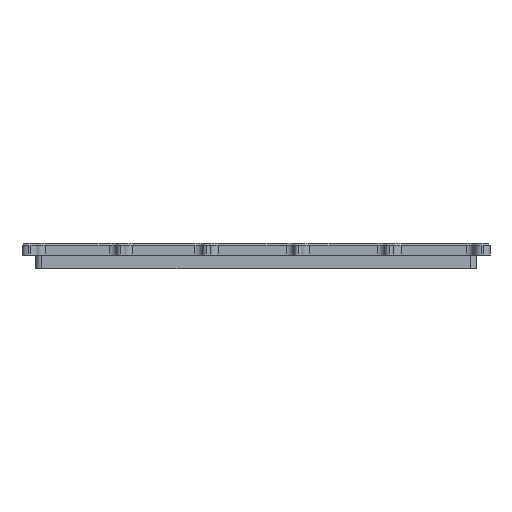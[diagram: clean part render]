
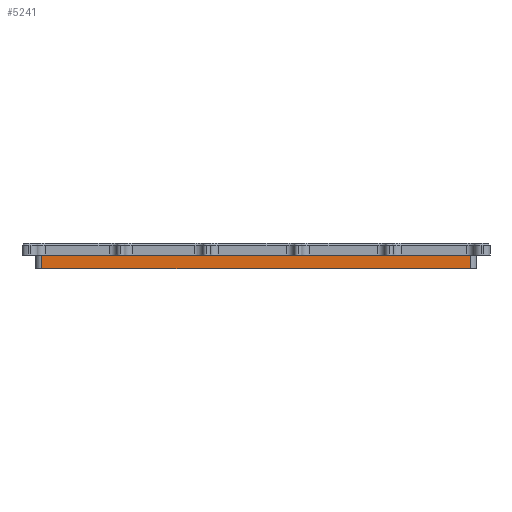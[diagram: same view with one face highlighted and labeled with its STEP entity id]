
A CAD part, front view. The second image highlights one B-rep face of the part: STEP entity #5241.
In plain terms, the highlighted planar face has unit normal (0, -1, 0).
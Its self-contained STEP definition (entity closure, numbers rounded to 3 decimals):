
#5181=CARTESIAN_POINT('',(-26.787,4.437,0.));
#5182=VERTEX_POINT('',#5181);
#5192=CARTESIAN_POINT('',(-26.787,4.437,-1.4));
#5193=VERTEX_POINT('',#5192);
#5202=CARTESIAN_POINT('',(-26.787,4.437,-1.4));
#5203=DIRECTION('',(0.,-0.,1.));
#5204=VECTOR('',#5203,1.4);
#5205=LINE('',#5202,#5204);
#5206=EDGE_CURVE('',#5193,#5182,#5205,.T.);
#5211=CARTESIAN_POINT('',(0.,4.437,-1.4));
#5212=DIRECTION('',(0.,1.,0.));
#5213=DIRECTION('',(0.,0.,1.));
#5214=AXIS2_PLACEMENT_3D('',#5211,#5212,#5213);
#5215=PLANE('',#5214);
#5216=CARTESIAN_POINT('',(16.813,4.437,0.));
#5217=VERTEX_POINT('',#5216);
#5218=CARTESIAN_POINT('',(16.813,4.437,0.));
#5219=DIRECTION('',(-1.,-0.,-0.));
#5220=VECTOR('',#5219,43.6);
#5221=LINE('',#5218,#5220);
#5222=EDGE_CURVE('',#5217,#5182,#5221,.T.);
#5223=ORIENTED_EDGE('',*,*,#5222,.T.);
#5224=ORIENTED_EDGE('',*,*,#5206,.F.);
#5225=CARTESIAN_POINT('',(16.813,4.437,-1.4));
#5226=VERTEX_POINT('',#5225);
#5227=CARTESIAN_POINT('',(16.813,4.437,-1.4));
#5228=DIRECTION('',(-1.,-0.,-0.));
#5229=VECTOR('',#5228,43.6);
#5230=LINE('',#5227,#5229);
#5231=EDGE_CURVE('',#5226,#5193,#5230,.T.);
#5232=ORIENTED_EDGE('',*,*,#5231,.F.);
#5233=CARTESIAN_POINT('',(16.813,4.437,-1.4));
#5234=DIRECTION('',(0.,-0.,1.));
#5235=VECTOR('',#5234,1.4);
#5236=LINE('',#5233,#5235);
#5237=EDGE_CURVE('',#5226,#5217,#5236,.T.);
#5238=ORIENTED_EDGE('',*,*,#5237,.T.);
#5239=EDGE_LOOP('',(#5223,#5224,#5232,#5238));
#5240=FACE_BOUND('',#5239,.T.);
#5241=ADVANCED_FACE('',(#5240),#5215,.F.);
